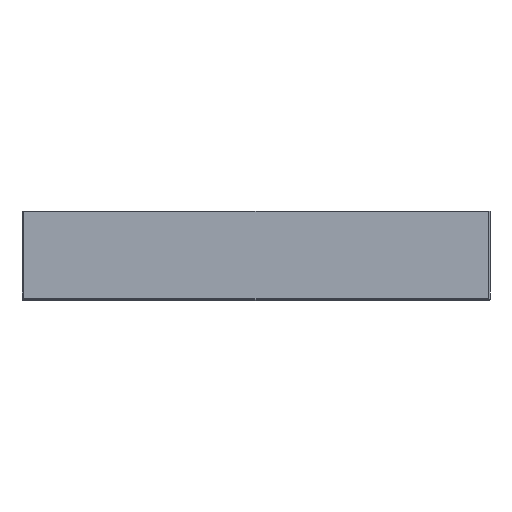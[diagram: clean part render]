
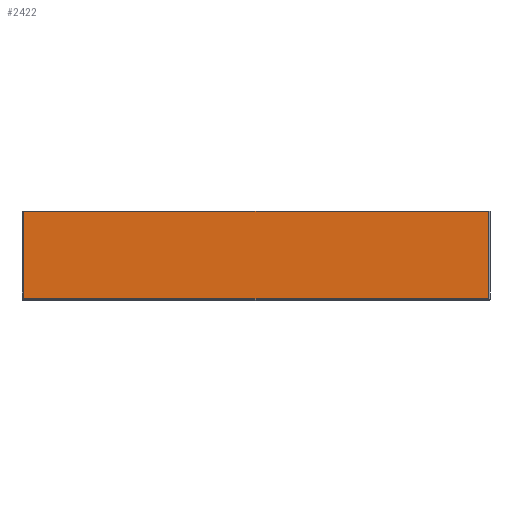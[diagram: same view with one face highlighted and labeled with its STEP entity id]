
A CAD part, front view. The second image highlights one B-rep face of the part: STEP entity #2422.
In plain terms, the highlighted planar face has unit normal (0, -1, 0).
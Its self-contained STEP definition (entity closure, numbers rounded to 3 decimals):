
#2000 = VERTEX_POINT('',#2001);
#2001 = CARTESIAN_POINT('',(-13.,-15.1,5.));
#2007 = EDGE_CURVE('',#2008,#2000,#2010,.T.);
#2008 = VERTEX_POINT('',#2009);
#2009 = CARTESIAN_POINT('',(13.,-15.1,5.));
#2010 = LINE('',#2011,#2012);
#2011 = CARTESIAN_POINT('',(13.,-15.1,5.));
#2012 = VECTOR('',#2013,1.);
#2013 = DIRECTION('',(-1.,0.,0.));
#2122 = EDGE_CURVE('',#2123,#2008,#2125,.T.);
#2123 = VERTEX_POINT('',#2124);
#2124 = CARTESIAN_POINT('',(13.,-15.1,0.09));
#2125 = LINE('',#2126,#2127);
#2126 = CARTESIAN_POINT('',(13.,-15.1,0.));
#2127 = VECTOR('',#2128,1.);
#2128 = DIRECTION('',(0.,0.,1.));
#2157 = VERTEX_POINT('',#2158);
#2158 = CARTESIAN_POINT('',(-13.,-15.1,0.09));
#2165 = EDGE_CURVE('',#2123,#2157,#2166,.T.);
#2166 = LINE('',#2167,#2168);
#2167 = CARTESIAN_POINT('',(13.,-15.1,0.09));
#2168 = VECTOR('',#2169,1.);
#2169 = DIRECTION('',(-1.,0.,0.));
#2179 = EDGE_CURVE('',#2157,#2000,#2180,.T.);
#2180 = LINE('',#2181,#2182);
#2181 = CARTESIAN_POINT('',(-13.,-15.1,0.));
#2182 = VECTOR('',#2183,1.);
#2183 = DIRECTION('',(0.,0.,1.));
#2422 = ADVANCED_FACE('',(#2423),#2429,.T.);
#2423 = FACE_BOUND('',#2424,.T.);
#2424 = EDGE_LOOP('',(#2425,#2426,#2427,#2428));
#2425 = ORIENTED_EDGE('',*,*,#2122,.T.);
#2426 = ORIENTED_EDGE('',*,*,#2007,.T.);
#2427 = ORIENTED_EDGE('',*,*,#2179,.F.);
#2428 = ORIENTED_EDGE('',*,*,#2165,.F.);
#2429 = PLANE('',#2430);
#2430 = AXIS2_PLACEMENT_3D('',#2431,#2432,#2433);
#2431 = CARTESIAN_POINT('',(13.,-15.1,0.));
#2432 = DIRECTION('',(0.,-1.,0.));
#2433 = DIRECTION('',(-1.,0.,0.));
